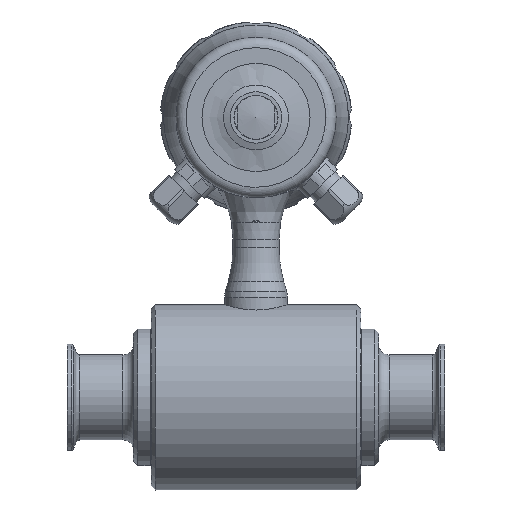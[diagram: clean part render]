
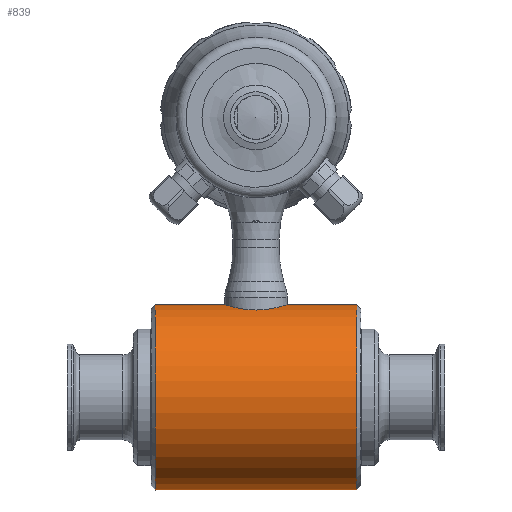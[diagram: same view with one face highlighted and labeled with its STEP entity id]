
A CAD part, left-side view. The second image highlights one B-rep face of the part: STEP entity #839.
In plain terms, the highlighted cylindrical face has radius 44.15 mm (diameter 88.3 mm), a full revolution.
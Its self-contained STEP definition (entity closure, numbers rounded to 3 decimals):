
#839 = ADVANCED_FACE( 'NONE', ( #2099, #2100, #2101 ), #2102, .T. );
#2099 = FACE_BOUND( '', #4068, .T. );
#2100 = FACE_OUTER_BOUND( '', #4069, .T. );
#2101 = FACE_OUTER_BOUND( '', #4070, .T. );
#2102 = CYLINDRICAL_SURFACE( '', #4071, 44.15 );
#4068 = EDGE_LOOP( '', ( #7169, #7170, #7171, #7172, #7173, #7174 ) );
#4069 = EDGE_LOOP( '', ( #7175 ) );
#4070 = EDGE_LOOP( '', ( #7176 ) );
#4071 = AXIS2_PLACEMENT_3D( '', #7177, #7178, #7179 );
#7169 = ORIENTED_EDGE( '', *, *, #10676, .F. );
#7170 = ORIENTED_EDGE( '', *, *, #11385, .F. );
#7171 = ORIENTED_EDGE( '', *, *, #11386, .F. );
#7172 = ORIENTED_EDGE( '', *, *, #11387, .F. );
#7173 = ORIENTED_EDGE( '', *, *, #11388, .F. );
#7174 = ORIENTED_EDGE( '', *, *, #11389, .F. );
#7175 = ORIENTED_EDGE( '', *, *, #11390, .T. );
#7176 = ORIENTED_EDGE( '', *, *, #11391, .F. );
#7177 = CARTESIAN_POINT( '', ( 0., 48., 0. ) );
#7178 = DIRECTION( '', ( 0., 1., 0. ) );
#7179 = DIRECTION( '', ( 0., 0., 1. ) );
#10676 = EDGE_CURVE( '', #12489, #12491, #12492, .F. );
#11385 = EDGE_CURVE( '', #13695, #12489, #13696, .T. );
#11386 = EDGE_CURVE( '', #13697, #13695, #13698, .T. );
#11387 = EDGE_CURVE( '', #13699, #13697, #13700, .F. );
#11388 = EDGE_CURVE( '', #13701, #13699, #13702, .T. );
#11389 = EDGE_CURVE( '', #12491, #13701, #13703, .T. );
#11390 = EDGE_CURVE( 'NONE', #13704, #13704, #13705, .T. );
#11391 = EDGE_CURVE( 'NONE', #13706, #13706, #13707, .T. );
#12489 = VERTEX_POINT( '', #15170 );
#12491 = VERTEX_POINT( '', #15191 );
#12492 = LINE( '', #15192, #15193 );
#13695 = VERTEX_POINT( '', #18170 );
#13696 = LINE( '', #18171, #18172 );
#13697 = VERTEX_POINT( '', #18173 );
#13698 = B_SPLINE_CURVE_WITH_KNOTS( '', 3, ( #18174, #18175, #18176, #18177, #18178, #18179, #18180, #18181, #18182, #18183, #18184, #18185, #18186, #18187, #18188 ), .UNSPECIFIED., .F., .F., ( 4, 1, 1, 1, 1, 1, 1, 1, 1, 1, 1, 1, 4 ), ( 0., 0.063, 0.126, 0.189, 0.251, 0.314, 0.376, 0.438, 0.5, 0.624, 0.749, 0.874, 1. ), .UNSPECIFIED. );
#13699 = VERTEX_POINT( '', #18189 );
#13700 = LINE( '', #18190, #18191 );
#13701 = VERTEX_POINT( '', #18192 );
#13702 = LINE( '', #18193, #18194 );
#13703 = B_SPLINE_CURVE_WITH_KNOTS( '', 3, ( #18195, #18196, #18197, #18198, #18199, #18200, #18201, #18202, #18203, #18204, #18205, #18206, #18207, #18208, #18209, #18210, #18211, #18212 ), .UNSPECIFIED., .F., .F., ( 4, 1, 1, 1, 1, 1, 1, 1, 1, 1, 1, 1, 1, 1, 1, 4 ), ( 0., 0.067, 0.133, 0.2, 0.267, 0.333, 0.4, 0.467, 0.533, 0.6, 0.667, 0.733, 0.8, 0.867, 0.933, 1. ), .UNSPECIFIED. );
#13704 = VERTEX_POINT( '', #18213 );
#13705 = CIRCLE( '', #18214, 44.15 );
#13706 = VERTEX_POINT( '', #18215 );
#13707 = CIRCLE( '', #18216, 44.15 );
#15170 = CARTESIAN_POINT( '', ( 2.768, 9.088, 44.063 ) );
#15191 = CARTESIAN_POINT( '', ( 2.768, 14.742, 44.063 ) );
#15192 = CARTESIAN_POINT( '', ( 2.768, 0.036, 44.063 ) );
#15193 = VECTOR( '', #22063, 1000. );
#18170 = CARTESIAN_POINT( '', ( 2.768, -14.742, 44.063 ) );
#18171 = CARTESIAN_POINT( '', ( 2.768, -15., 44.063 ) );
#18172 = VECTOR( '', #22846, 1000. );
#18173 = CARTESIAN_POINT( '', ( -2.768, -14.742, 44.063 ) );
#18174 = CARTESIAN_POINT( '', ( -2.768, -14.742, 44.063 ) );
#18175 = CARTESIAN_POINT( '', ( -2.653, -14.763, 44.07 ) );
#18176 = CARTESIAN_POINT( '', ( -2.423, -14.805, 44.084 ) );
#18177 = CARTESIAN_POINT( '', ( -2.076, -14.857, 44.102 ) );
#18178 = CARTESIAN_POINT( '', ( -1.729, -14.901, 44.117 ) );
#18179 = CARTESIAN_POINT( '', ( -1.383, -14.937, 44.129 ) );
#18180 = CARTESIAN_POINT( '', ( -1.036, -14.965, 44.138 ) );
#18181 = CARTESIAN_POINT( '', ( -0.69, -14.985, 44.145 ) );
#18182 = CARTESIAN_POINT( '', ( -0.345, -14.997, 44.149 ) );
#18183 = CARTESIAN_POINT( '', ( 0.115, -15.003, 44.151 ) );
#18184 = CARTESIAN_POINT( '', ( 0.692, -14.989, 44.146 ) );
#18185 = CARTESIAN_POINT( '', ( 1.384, -14.941, 44.13 ) );
#18186 = CARTESIAN_POINT( '', ( 2.078, -14.862, 44.103 ) );
#18187 = CARTESIAN_POINT( '', ( 2.537, -14.782, 44.077 ) );
#18188 = CARTESIAN_POINT( '', ( 2.768, -14.742, 44.063 ) );
#18189 = CARTESIAN_POINT( '', ( -2.768, 9.088, 44.063 ) );
#18190 = CARTESIAN_POINT( '', ( -2.768, -15., 44.063 ) );
#18191 = VECTOR( '', #22847, 1000. );
#18192 = CARTESIAN_POINT( '', ( -2.768, 14.742, 44.063 ) );
#18193 = CARTESIAN_POINT( '', ( -2.768, 0.036, 44.063 ) );
#18194 = VECTOR( '', #22848, 1000. );
#18195 = CARTESIAN_POINT( '', ( 2.768, 14.742, 44.063 ) );
#18196 = CARTESIAN_POINT( '', ( 2.646, 14.764, 44.07 ) );
#18197 = CARTESIAN_POINT( '', ( 2.403, 14.808, 44.085 ) );
#18198 = CARTESIAN_POINT( '', ( 2.035, 14.863, 44.103 ) );
#18199 = CARTESIAN_POINT( '', ( 1.667, 14.909, 44.119 ) );
#18200 = CARTESIAN_POINT( '', ( 1.298, 14.945, 44.131 ) );
#18201 = CARTESIAN_POINT( '', ( 0.927, 14.973, 44.14 ) );
#18202 = CARTESIAN_POINT( '', ( 0.557, 14.991, 44.146 ) );
#18203 = CARTESIAN_POINT( '', ( 0.186, 15., 44.149 ) );
#18204 = CARTESIAN_POINT( '', ( -0.186, 15., 44.149 ) );
#18205 = CARTESIAN_POINT( '', ( -0.557, 14.991, 44.146 ) );
#18206 = CARTESIAN_POINT( '', ( -0.927, 14.973, 44.14 ) );
#18207 = CARTESIAN_POINT( '', ( -1.298, 14.945, 44.131 ) );
#18208 = CARTESIAN_POINT( '', ( -1.667, 14.909, 44.119 ) );
#18209 = CARTESIAN_POINT( '', ( -2.035, 14.863, 44.103 ) );
#18210 = CARTESIAN_POINT( '', ( -2.403, 14.808, 44.085 ) );
#18211 = CARTESIAN_POINT( '', ( -2.646, 14.764, 44.07 ) );
#18212 = CARTESIAN_POINT( '', ( -2.768, 14.742, 44.063 ) );
#18213 = CARTESIAN_POINT( '', ( 0., 48., 44.15 ) );
#18214 = AXIS2_PLACEMENT_3D( '', #22849, #22850, #22851 );
#18215 = CARTESIAN_POINT( '', ( 0., -48., 44.15 ) );
#18216 = AXIS2_PLACEMENT_3D( '', #22852, #22853, #22854 );
#22063 = DIRECTION( '', ( 0., -1., 0. ) );
#22846 = DIRECTION( '', ( 0., 1., 0. ) );
#22847 = DIRECTION( '', ( 0., 1., 0. ) );
#22848 = DIRECTION( '', ( 0., -1., 0. ) );
#22849 = CARTESIAN_POINT( '', ( 0., 48., 0. ) );
#22850 = DIRECTION( '', ( 0., -1., 0. ) );
#22851 = DIRECTION( '', ( 0., 0., 1. ) );
#22852 = CARTESIAN_POINT( '', ( 0., -48., 0. ) );
#22853 = DIRECTION( '', ( 0., -1., 0. ) );
#22854 = DIRECTION( '', ( 0., 0., 1. ) );
